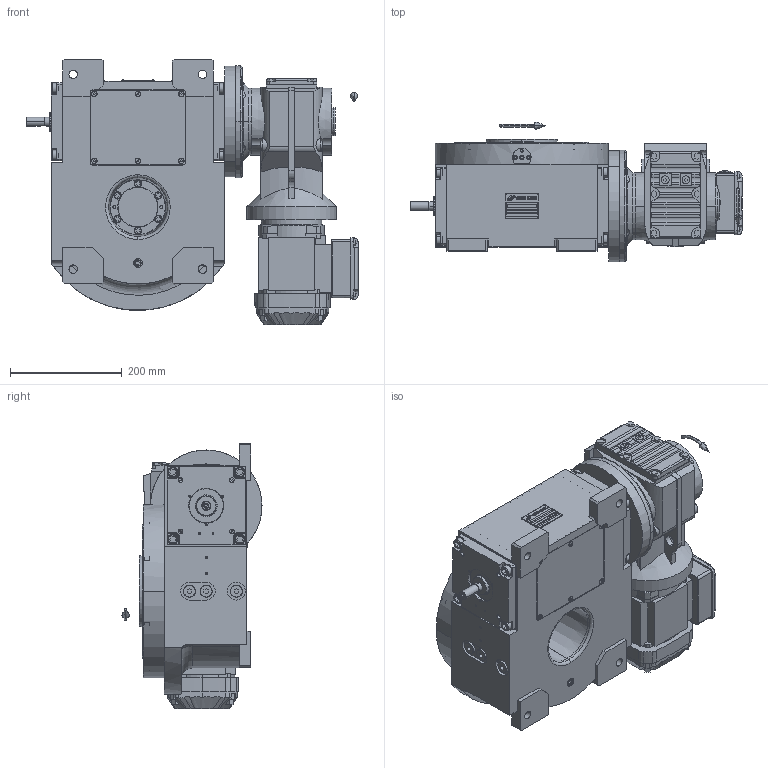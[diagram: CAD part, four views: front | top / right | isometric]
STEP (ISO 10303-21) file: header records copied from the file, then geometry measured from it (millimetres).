
FILE_DESCRIPTION (( 'STEP AP214' ), '1' );
FILE_NAME ('PC5200449.step', '2024-06-27T06:11:34', ( '' ), ( '' ), 'SwSTEP 2.0', 'SolidWorks 2020', '' );
FILE_SCHEMA (( 'AUTOMOTIVE_DESIGN' ));
Length unit declared in the file: millimetre
Products named in the file (87): CFN2000_01_185.stp; cfn2155_01_095; rig09_015; cfn2000_01_126; rig09_071_6_m.stp; cfn2000_01_099; PC5200449; cfn2003_01_054; rig09_007_master; RIG09_021_AF0.stp; rig09_003_6; cfn2151_01_170; CFN2155_01_195.stp; cfn2205_01_015; AS_rig09_016; cfn2077_01_036; KAF47DRN71MS4BE03HR_A_180; cfn2104_01_018; cfn2000_01_081; rig09_002_s_025; cfn2115_02_057; cfn2128_04_002; AS_cfn2476_01_002_60x46; rig09_010_s_006; RIG09_005_ASM.stp; cfn2070_05_009; cfn2001_02_002; CFN2104_02_018.stp; cfn2276_01_056; AS_rig09_015; cfn2476_01_002_60x46; RIG09_005_AF0.stp; rig09_001_a; AS_rig09_004; freccia_angolare; cfn2151_01_115; CFN2010_02_002.stp; cfn2107_01_001; AS_rig09_002_s_025; rig09_004 ...
Assembly tree (78 placements, depth 5):
  PC5200449
    rig09_001_a
    AS_cfn2476_01_002_60x46
      cfn2476_01_002_60x46
      cfn2107_01_001
      cfn2107_01_001
    AS_rig09_071_6_m
      rig09_071_6_m.stp
        RIG09_005_ASM.stp
          RIG09_005_AF0.stp
          RIG09_021_AF0.stp
          CFN2000_01_185.stp
          CFN2000_01_185.stp
          CFN2104_02_018.stp
        CFN2155_01_195.stp
        CFN2010_02_002.stp
      cfn2000_01_099
      cfn2000_01_099
      cfn2000_01_099
      cfn2000_01_099
      cfn2000_01_099
      cfn2000_01_099
      cfn2000_01_099
      cfn2000_01_099
      cfn2104_01_018  x2
      rig09_003_6
    AS_rig09_015
      rig09_015
      cfn2000_01_126
      cfn2000_01_126
      cfn2000_01_126
      cfn2000_01_126
      cfn2000_01_126
      cfn2000_01_126
      cfn2073_01_018
    AS_rig09_004
      rig09_004
      cfn2000_01_081
      cfn2155_01_095
      cfn2070_05_009
      cfn2000_01_081
      cfn2000_01_081
      cfn2000_01_081
    AS_rig09_004
      rig09_004
      cfn2000_01_081
      cfn2155_01_095
      cfn2070_05_009
      cfn2000_01_081
      cfn2000_01_081
      cfn2000_01_081
    AS_rig09_002_s_025
      rig09_002_s_025
      cfn2115_01_008
    AS_rig09_010_s_006
      rig09_010_s_006
      cfn2001_02_002  x4
    cfn2128_04_002  x3
    cfn2128_19_002
    AS_rig09_016
Bounding box: 595 x 251 x 475.7 mm (x, y, z)
Volume: 13910427.8 mm3; surface area: 1763815.7 mm2
Topology: 68 solids, 83 shells, 3051 faces, 7663 edges, 4958 vertices
Faces by surface type: plane 1561, cylinder 1029, cone 379, torus 39, bspline 35, sphere 8
Entity records: 101886 total; most frequent: CARTESIAN_POINT 26032, DIRECTION 14996, ORIENTED_EDGE 14738, EDGE_CURVE 7369, AXIS2_PLACEMENT_3D 5218, VERTEX_POINT 4813, LINE 4560, VECTOR 4560
